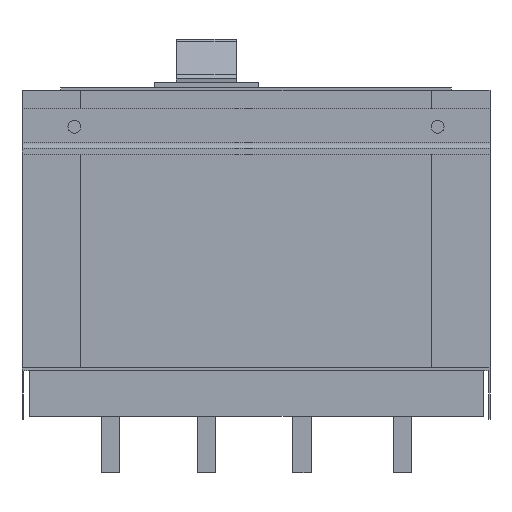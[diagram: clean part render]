
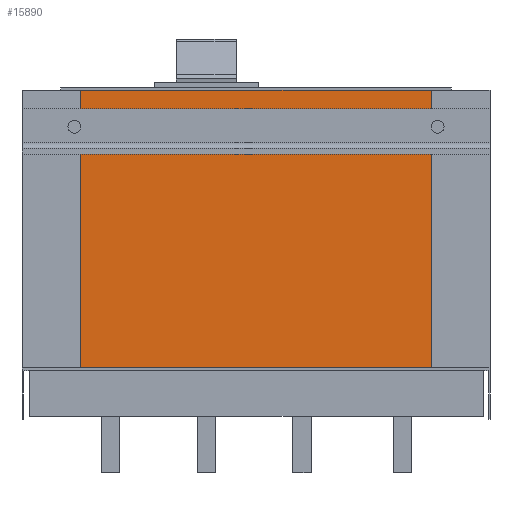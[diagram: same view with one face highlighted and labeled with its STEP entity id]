
A CAD part, front view. The second image highlights one B-rep face of the part: STEP entity #15890.
In plain terms, the highlighted planar face has unit normal (0, -1, 0).
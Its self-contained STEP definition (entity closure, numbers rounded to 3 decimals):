
#2660=CARTESIAN_POINT('',(76.353,1028.194,
-313.8));
#2670=VERTEX_POINT('',#2660);
#2700=CARTESIAN_POINT('',(0.,1028.194,-313.8));
#2710=DIRECTION('',(1.,0.,-0.));
#2720=VECTOR('',#2710,1.);
#2730=LINE('',#2700,#2720);
#2740=CARTESIAN_POINT('',(574.753,1028.194,
-313.8));
#2750=VERTEX_POINT('',#2740);
#2760=EDGE_CURVE('',#2670,#2750,#2730,.T.);
#11180=CARTESIAN_POINT('',(76.353,1028.194,-9.));
#11190=VERTEX_POINT('',#11180);
#11220=CARTESIAN_POINT('',(76.353,1028.194,0.));
#11230=DIRECTION('',(0.,0.,-1.));
#11240=VECTOR('',#11230,1.);
#11250=LINE('',#11220,#11240);
#11260=EDGE_CURVE('',#11190,#2670,#11250,.T.);
#15660=CARTESIAN_POINT('',(582.053,1028.194,
-317.));
#15670=DIRECTION('',(0.,1.,0.));
#15680=DIRECTION('',(0.,0.,-1.));
#15690=AXIS2_PLACEMENT_3D('',#15660,#15670,#15680);
#15700=PLANE('',#15690);
#15710=CARTESIAN_POINT('',(574.753,1028.194,0.));
#15720=DIRECTION('',(-0.,-0.,1.));
#15730=VECTOR('',#15720,1.);
#15740=LINE('',#15710,#15730);
#15750=CARTESIAN_POINT('',(574.753,1028.194,-9.));
#15760=VERTEX_POINT('',#15750);
#15770=EDGE_CURVE('',#2750,#15760,#15740,.T.);
#15780=ORIENTED_EDGE('',*,*,#15770,.T.);
#15790=ORIENTED_EDGE('',*,*,#2760,.T.);
#15800=ORIENTED_EDGE('',*,*,#11260,.T.);
#15810=CARTESIAN_POINT('',(0.,1028.194,-9.));
#15820=DIRECTION('',(-1.,0.,0.));
#15830=VECTOR('',#15820,1.);
#15840=LINE('',#15810,#15830);
#15850=EDGE_CURVE('',#15760,#11190,#15840,.T.);
#15860=ORIENTED_EDGE('',*,*,#15850,.T.);
#15870=EDGE_LOOP('',(#15860,#15800,#15790,#15780));
#15880=FACE_OUTER_BOUND('',#15870,.T.);
#15890=ADVANCED_FACE('',(#15880),#15700,.F.);
